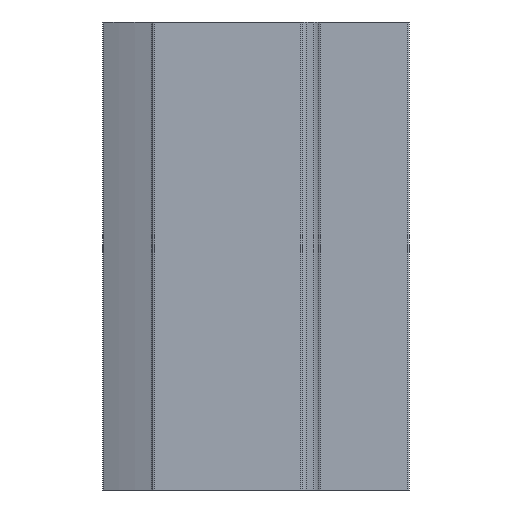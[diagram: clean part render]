
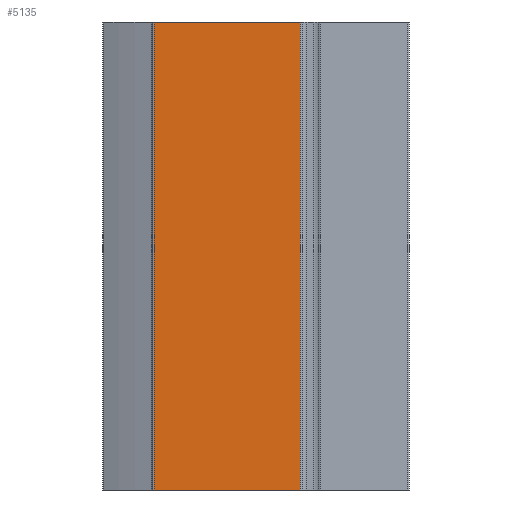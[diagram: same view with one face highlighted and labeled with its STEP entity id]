
A CAD part, front view. The second image highlights one B-rep face of the part: STEP entity #5135.
In plain terms, the highlighted planar face has unit normal (0, -1, 0).
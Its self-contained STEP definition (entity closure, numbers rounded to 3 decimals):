
#201=PLANE('',#5565);
#738=ORIENTED_EDGE('',*,*,#2090,.F.);
#739=ORIENTED_EDGE('',*,*,#2089,.F.);
#740=ORIENTED_EDGE('',*,*,#2091,.T.);
#741=ORIENTED_EDGE('',*,*,#2092,.T.);
#2089=EDGE_CURVE('',#2762,#2761,#3254,.T.);
#2090=EDGE_CURVE('',#2761,#2763,#3255,.T.);
#2091=EDGE_CURVE('',#2762,#2764,#3256,.T.);
#2092=EDGE_CURVE('',#2764,#2763,#3257,.T.);
#2761=VERTEX_POINT('',#8112);
#2762=VERTEX_POINT('',#8114);
#2763=VERTEX_POINT('',#8118);
#2764=VERTEX_POINT('',#8120);
#3254=LINE('',#8115,#3616);
#3255=LINE('',#8117,#3617);
#3256=LINE('',#8119,#3618);
#3257=LINE('',#8121,#3619);
#3616=VECTOR('',#6260,1000.);
#3617=VECTOR('',#6263,1000.);
#3618=VECTOR('',#6264,1000.);
#3619=VECTOR('',#6265,1000.);
#3984=EDGE_LOOP('',(#738,#739,#740,#741));
#4510=FACE_BOUND('',#3984,.T.);
#5135=ADVANCED_FACE('',(#4510),#201,.T.);
#5565=AXIS2_PLACEMENT_3D('',#8116,#6261,#6262);
#6260=DIRECTION('',(0.,0.,1.));
#6261=DIRECTION('',(0.,-1.,0.));
#6262=DIRECTION('',(0.,0.,-1.));
#6263=DIRECTION('',(1.,0.,0.));
#6264=DIRECTION('',(1.,0.,0.));
#6265=DIRECTION('',(0.,0.,1.));
#8112=CARTESIAN_POINT('',(-47.42,0.,0.));
#8114=CARTESIAN_POINT('',(-47.42,0.,-142.));
#8115=CARTESIAN_POINT('',(-47.42,0.,-142.));
#8116=CARTESIAN_POINT('',(-47.42,0.,-142.));
#8117=CARTESIAN_POINT('',(-47.42,0.,0.));
#8118=CARTESIAN_POINT('',(-3.,0.,0.));
#8119=CARTESIAN_POINT('',(-47.42,0.,-142.));
#8120=CARTESIAN_POINT('',(-3.,0.,-142.));
#8121=CARTESIAN_POINT('',(-3.,0.,-142.));
